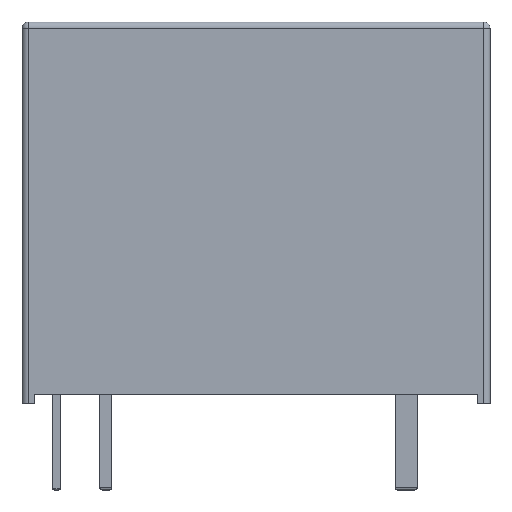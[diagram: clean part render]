
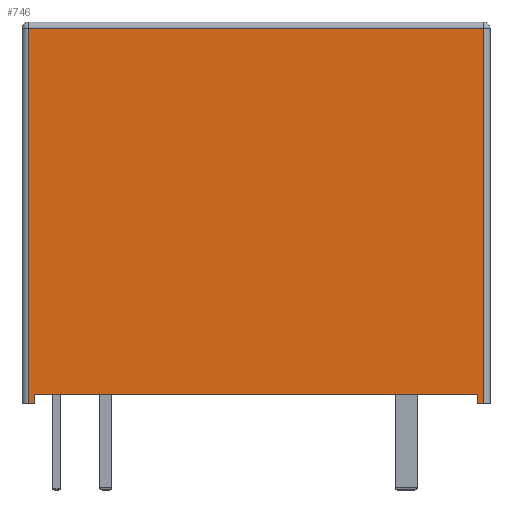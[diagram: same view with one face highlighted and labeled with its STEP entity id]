
A CAD part, front view. The second image highlights one B-rep face of the part: STEP entity #746.
In plain terms, the highlighted planar face has unit normal (0, -1, 0).
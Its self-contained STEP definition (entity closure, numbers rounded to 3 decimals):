
#96 = VERTEX_POINT('',#97);
#97 = CARTESIAN_POINT('',(17.1,-7.6,0.4));
#103 = EDGE_CURVE('',#104,#96,#106,.T.);
#104 = VERTEX_POINT('',#105);
#105 = CARTESIAN_POINT('',(-0.9,-7.6,0.4));
#106 = LINE('',#107,#108);
#107 = CARTESIAN_POINT('',(12.85,-7.6,0.4));
#108 = VECTOR('',#109,1.);
#109 = DIRECTION('',(1.,0.,0.));
#703 = VERTEX_POINT('',#704);
#704 = CARTESIAN_POINT('',(17.1,-7.6,0.02));
#712 = EDGE_CURVE('',#703,#96,#713,.T.);
#713 = LINE('',#714,#715);
#714 = CARTESIAN_POINT('',(17.1,-7.6,0.02));
#715 = VECTOR('',#716,1.);
#716 = DIRECTION('',(0.,0.,1.));
#746 = ADVANCED_FACE('',(#747),#797,.T.);
#747 = FACE_BOUND('',#748,.T.);
#748 = EDGE_LOOP('',(#749,#759,#767,#775,#783,#789,#790,#791));
#749 = ORIENTED_EDGE('',*,*,#750,.T.);
#750 = EDGE_CURVE('',#751,#753,#755,.T.);
#751 = VERTEX_POINT('',#752);
#752 = CARTESIAN_POINT('',(17.35,-7.6,0.02));
#753 = VERTEX_POINT('',#754);
#754 = CARTESIAN_POINT('',(17.35,-7.6,15.27));
#755 = LINE('',#756,#757);
#756 = CARTESIAN_POINT('',(17.35,-7.6,0.02));
#757 = VECTOR('',#758,1.);
#758 = DIRECTION('',(0.,0.,1.));
#759 = ORIENTED_EDGE('',*,*,#760,.T.);
#760 = EDGE_CURVE('',#753,#761,#763,.T.);
#761 = VERTEX_POINT('',#762);
#762 = CARTESIAN_POINT('',(-1.15,-7.6,15.27));
#763 = LINE('',#764,#765);
#764 = CARTESIAN_POINT('',(17.35,-7.6,15.27));
#765 = VECTOR('',#766,1.);
#766 = DIRECTION('',(-1.,0.,0.));
#767 = ORIENTED_EDGE('',*,*,#768,.F.);
#768 = EDGE_CURVE('',#769,#761,#771,.T.);
#769 = VERTEX_POINT('',#770);
#770 = CARTESIAN_POINT('',(-1.15,-7.6,0.02));
#771 = LINE('',#772,#773);
#772 = CARTESIAN_POINT('',(-1.15,-7.6,0.02));
#773 = VECTOR('',#774,1.);
#774 = DIRECTION('',(0.,0.,1.));
#775 = ORIENTED_EDGE('',*,*,#776,.F.);
#776 = EDGE_CURVE('',#777,#769,#779,.T.);
#777 = VERTEX_POINT('',#778);
#778 = CARTESIAN_POINT('',(-0.9,-7.6,0.02));
#779 = LINE('',#780,#781);
#780 = CARTESIAN_POINT('',(17.6,-7.6,0.02));
#781 = VECTOR('',#782,1.);
#782 = DIRECTION('',(-1.,0.,0.));
#783 = ORIENTED_EDGE('',*,*,#784,.F.);
#784 = EDGE_CURVE('',#104,#777,#785,.T.);
#785 = LINE('',#786,#787);
#786 = CARTESIAN_POINT('',(-0.9,-7.6,0.02));
#787 = VECTOR('',#788,1.);
#788 = DIRECTION('',(-0.,-0.,-1.));
#789 = ORIENTED_EDGE('',*,*,#103,.T.);
#790 = ORIENTED_EDGE('',*,*,#712,.F.);
#791 = ORIENTED_EDGE('',*,*,#792,.F.);
#792 = EDGE_CURVE('',#751,#703,#793,.T.);
#793 = LINE('',#794,#795);
#794 = CARTESIAN_POINT('',(17.6,-7.6,0.02));
#795 = VECTOR('',#796,1.);
#796 = DIRECTION('',(-1.,0.,0.));
#797 = PLANE('',#798);
#798 = AXIS2_PLACEMENT_3D('',#799,#800,#801);
#799 = CARTESIAN_POINT('',(17.6,-7.6,0.02));
#800 = DIRECTION('',(0.,-1.,0.));
#801 = DIRECTION('',(-1.,0.,0.));
